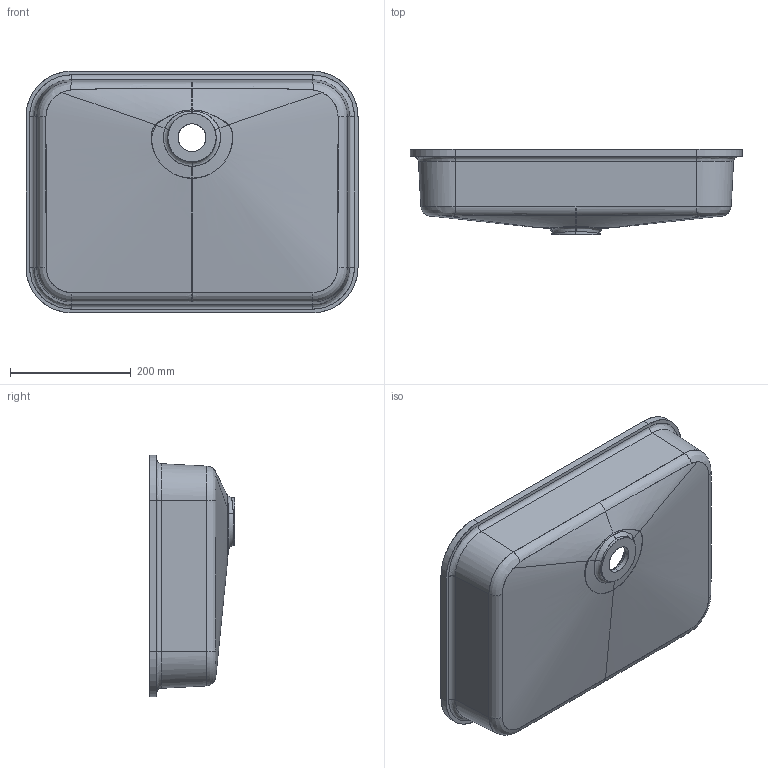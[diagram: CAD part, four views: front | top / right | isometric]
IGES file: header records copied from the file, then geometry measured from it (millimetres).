
Start section: SolidWorks IGES file using analytic representation for surfaces
Global section: file name: VPS35-50-12.IGS; native system: SolidWorks 2020; preprocessor: SolidWorks 2020; author: Thibaut.schmitt; date: 221102.110519; units: millimetre
Bounding box: 550 x 141.62 x 400 mm (x, y, z)
Surface area: 742929.6 mm2 (no closed solid volume)
Topology: 0 solids, 0 shells, 97 faces, 2158 edges, 2138 vertices
Faces by surface type: bspline 75, revolution 22
